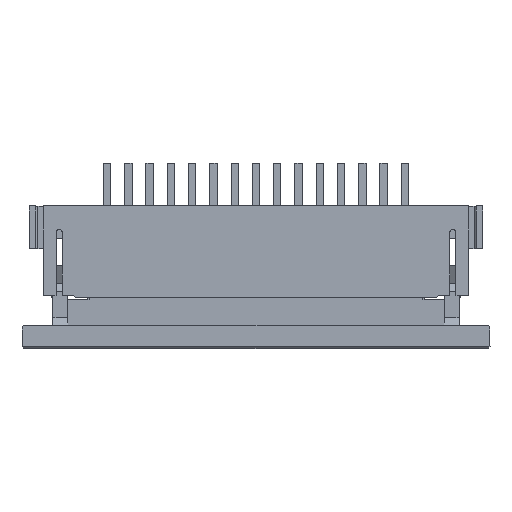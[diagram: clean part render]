
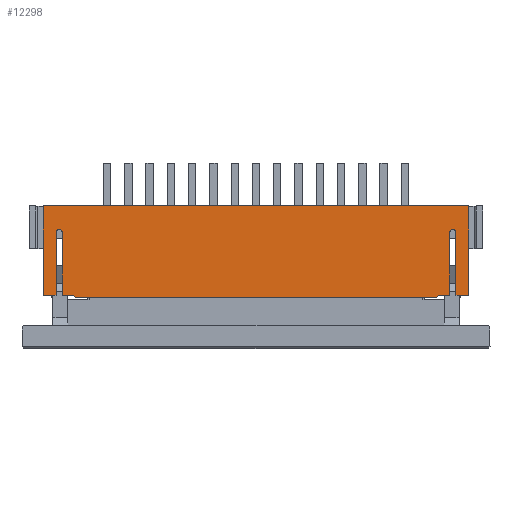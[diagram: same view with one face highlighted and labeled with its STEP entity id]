
A CAD part, top view. The second image highlights one B-rep face of the part: STEP entity #12298.
In plain terms, the highlighted face is planar.
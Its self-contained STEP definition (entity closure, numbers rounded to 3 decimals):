
#95=CIRCLE('',#12914,0.15);
#97=CIRCLE('',#12918,0.15);
#526=FACE_OUTER_BOUND('',#1106,.T.);
#1106=EDGE_LOOP('',(#10735,#10736,#10737,#10738,#10739,#10740,#10741,#10742,
#10743,#10744,#10745,#10746,#10747,#10748,#10749,#10750));
#1232=LINE('',#15990,#3008);
#1333=LINE('',#16196,#3109);
#1838=LINE('',#17196,#3614);
#1844=LINE('',#17208,#3620);
#1848=LINE('',#17217,#3624);
#1856=LINE('',#17233,#3632);
#2816=LINE('',#19098,#4592);
#2826=LINE('',#19120,#4602);
#2827=LINE('',#19122,#4603);
#2828=LINE('',#19124,#4604);
#2829=LINE('',#19125,#4605);
#2830=LINE('',#19127,#4606);
#2831=LINE('',#19130,#4607);
#2832=LINE('',#19131,#4608);
#3008=VECTOR('',#13068,1.);
#3109=VECTOR('',#13183,1.);
#3614=VECTOR('',#13888,1.);
#3620=VECTOR('',#13896,1.);
#3624=VECTOR('',#13902,1.);
#3632=VECTOR('',#13912,1.);
#4592=VECTOR('',#15506,1.);
#4602=VECTOR('',#15528,1.);
#4603=VECTOR('',#15529,1.);
#4604=VECTOR('',#15530,1.);
#4605=VECTOR('',#15531,1.);
#4606=VECTOR('',#15532,1.);
#4607=VECTOR('',#15535,1.);
#4608=VECTOR('',#15536,1.);
#4784=VERTEX_POINT('',#15987);
#4785=VERTEX_POINT('',#15989);
#4883=VERTEX_POINT('',#16195);
#5277=VERTEX_POINT('',#17193);
#5278=VERTEX_POINT('',#17195);
#5281=VERTEX_POINT('',#17202);
#5283=VERTEX_POINT('',#17206);
#5286=VERTEX_POINT('',#17214);
#5287=VERTEX_POINT('',#17216);
#5294=VERTEX_POINT('',#17231);
#5882=VERTEX_POINT('',#19097);
#5887=VERTEX_POINT('',#19112);
#5889=VERTEX_POINT('',#19121);
#5890=VERTEX_POINT('',#19123);
#5891=VERTEX_POINT('',#19126);
#5892=VERTEX_POINT('',#19128);
#5960=EDGE_CURVE('',#4785,#4784,#1232,.T.);
#6063=EDGE_CURVE('',#4785,#4883,#1333,.T.);
#6570=EDGE_CURVE('',#5277,#5278,#1838,.T.);
#6576=EDGE_CURVE('',#5281,#5283,#1844,.T.);
#6580=EDGE_CURVE('',#5286,#5287,#1848,.T.);
#6588=EDGE_CURVE('',#4784,#5294,#1856,.T.);
#7552=EDGE_CURVE('',#5281,#5882,#2816,.T.);
#7560=EDGE_CURVE('',#5882,#5887,#95,.T.);
#7564=EDGE_CURVE('',#5294,#5887,#2826,.T.);
#7565=EDGE_CURVE('',#5889,#5283,#2827,.T.);
#7566=EDGE_CURVE('',#5890,#5889,#2828,.T.);
#7567=EDGE_CURVE('',#5278,#5890,#2829,.T.);
#7568=EDGE_CURVE('',#5277,#5891,#2830,.T.);
#7569=EDGE_CURVE('',#5892,#5891,#97,.T.);
#7570=EDGE_CURVE('',#5287,#5892,#2831,.T.);
#7571=EDGE_CURVE('',#4883,#5286,#2832,.T.);
#10735=ORIENTED_EDGE('',*,*,#7564,.T.);
#10736=ORIENTED_EDGE('',*,*,#7560,.F.);
#10737=ORIENTED_EDGE('',*,*,#7552,.F.);
#10738=ORIENTED_EDGE('',*,*,#6576,.T.);
#10739=ORIENTED_EDGE('',*,*,#7565,.F.);
#10740=ORIENTED_EDGE('',*,*,#7566,.F.);
#10741=ORIENTED_EDGE('',*,*,#7567,.F.);
#10742=ORIENTED_EDGE('',*,*,#6570,.F.);
#10743=ORIENTED_EDGE('',*,*,#7568,.T.);
#10744=ORIENTED_EDGE('',*,*,#7569,.F.);
#10745=ORIENTED_EDGE('',*,*,#7570,.F.);
#10746=ORIENTED_EDGE('',*,*,#6580,.F.);
#10747=ORIENTED_EDGE('',*,*,#7571,.F.);
#10748=ORIENTED_EDGE('',*,*,#6063,.F.);
#10749=ORIENTED_EDGE('',*,*,#5960,.T.);
#10750=ORIENTED_EDGE('',*,*,#6588,.T.);
#11756=PLANE('',#12917);
#12298=ADVANCED_FACE('',(#526),#11756,.T.);
#12914=AXIS2_PLACEMENT_3D('',#19113,#15518,#15519);
#12917=AXIS2_PLACEMENT_3D('',#19119,#15526,#15527);
#12918=AXIS2_PLACEMENT_3D('',#19129,#15533,#15534);
#13068=DIRECTION('',(0.,0.,1.));
#13183=DIRECTION('',(1.,0.,0.));
#13888=DIRECTION('',(-1.,0.,0.));
#13896=DIRECTION('',(1.,0.,0.));
#13902=DIRECTION('',(-1.,0.,0.));
#13912=DIRECTION('',(1.,0.,0.));
#15506=DIRECTION('',(0.,0.,-1.));
#15518=DIRECTION('center_axis',(0.,1.,0.));
#15519=DIRECTION('ref_axis',(1.,0.,0.));
#15526=DIRECTION('center_axis',(0.,1.,0.));
#15527=DIRECTION('ref_axis',(1.,0.,0.));
#15528=DIRECTION('',(0.,0.,-1.));
#15529=DIRECTION('',(-0.707,0.,-0.707));
#15530=DIRECTION('',(-1.,0.,0.));
#15531=DIRECTION('',(-0.707,0.,0.707));
#15532=DIRECTION('',(0.,0.,-1.));
#15533=DIRECTION('center_axis',(0.,1.,0.));
#15534=DIRECTION('ref_axis',(1.,0.,0.));
#15535=DIRECTION('',(0.,0.,-1.));
#15536=DIRECTION('',(0.,0.,1.));
#15987=CARTESIAN_POINT('',(-10.,3.,4.2));
#15989=CARTESIAN_POINT('',(-10.,3.,0.));
#15990=CARTESIAN_POINT('',(-10.,3.,0.));
#16195=CARTESIAN_POINT('',(10.,3.,0.));
#16196=CARTESIAN_POINT('',(-10.,3.,0.));
#17193=CARTESIAN_POINT('',(9.1,3.,4.2));
#17195=CARTESIAN_POINT('',(8.6,3.,4.2));
#17196=CARTESIAN_POINT('',(9.1,3.,4.2));
#17202=CARTESIAN_POINT('',(-9.1,3.,4.2));
#17206=CARTESIAN_POINT('',(-8.6,3.,4.2));
#17208=CARTESIAN_POINT('',(-9.1,3.,4.2));
#17214=CARTESIAN_POINT('',(10.,3.,4.2));
#17216=CARTESIAN_POINT('',(9.4,3.,4.2));
#17217=CARTESIAN_POINT('',(10.,3.,4.2));
#17231=CARTESIAN_POINT('',(-9.4,3.,4.2));
#17233=CARTESIAN_POINT('',(-10.,3.,4.2));
#19097=CARTESIAN_POINT('',(-9.1,3.,1.25));
#19098=CARTESIAN_POINT('',(-9.1,3.,4.2));
#19112=CARTESIAN_POINT('',(-9.4,3.,1.25));
#19113=CARTESIAN_POINT('Origin',(-9.25,3.,1.25));
#19119=CARTESIAN_POINT('Origin',(-10.,3.,0.));
#19120=CARTESIAN_POINT('',(-9.4,3.,4.2));
#19121=CARTESIAN_POINT('',(-8.5,3.,4.3));
#19122=CARTESIAN_POINT('',(-8.5,3.,4.3));
#19123=CARTESIAN_POINT('',(8.5,3.,4.3));
#19124=CARTESIAN_POINT('',(8.5,3.,4.3));
#19125=CARTESIAN_POINT('',(8.6,3.,4.2));
#19126=CARTESIAN_POINT('',(9.1,3.,1.25));
#19127=CARTESIAN_POINT('',(9.1,3.,4.2));
#19128=CARTESIAN_POINT('',(9.4,3.,1.25));
#19129=CARTESIAN_POINT('Origin',(9.25,3.,1.25));
#19130=CARTESIAN_POINT('',(9.4,3.,4.2));
#19131=CARTESIAN_POINT('',(10.,3.,0.));
